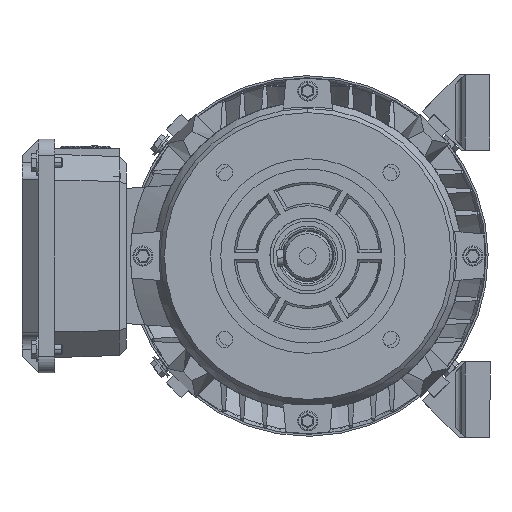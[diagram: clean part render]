
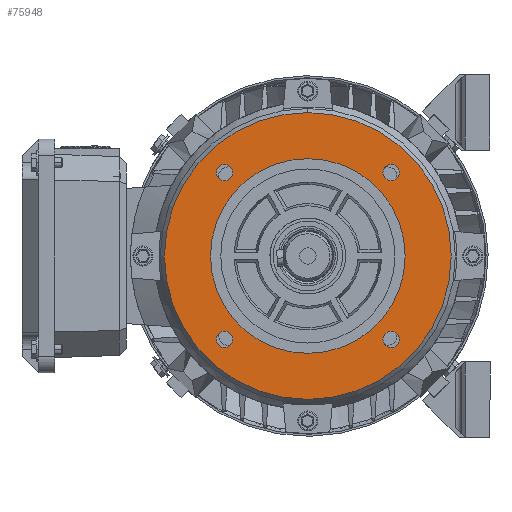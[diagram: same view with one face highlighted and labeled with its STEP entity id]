
A CAD part, left-side view. The second image highlights one B-rep face of the part: STEP entity #75948.
In plain terms, the highlighted planar face has unit normal (-1, 0, 0).
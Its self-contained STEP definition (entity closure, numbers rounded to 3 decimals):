
#8610 = VERTEX_POINT ( 'NONE', #66733 ) ;
#8615 = EDGE_CURVE ( 'NONE', #8610, #8853, #66717, .T. ) ;
#8853 = VERTEX_POINT ( 'NONE', #67085 ) ;
#14260 = VERTEX_POINT ( 'NONE', #80692 ) ;
#14312 = VERTEX_POINT ( 'NONE', #80877 ) ;
#14321 = EDGE_CURVE ( 'NONE', #14312, #14425, #80848, .T. ) ;
#14356 = EDGE_CURVE ( 'NONE', #14358, #14260, #80938, .T. ) ;
#14358 = VERTEX_POINT ( 'NONE', #80929 ) ;
#14405 = EDGE_CURVE ( 'NONE', #14410, #14412, #81134, .T. ) ;
#14410 = VERTEX_POINT ( 'NONE', #81126 ) ;
#14412 = VERTEX_POINT ( 'NONE', #81124 ) ;
#14425 = VERTEX_POINT ( 'NONE', #81084 ) ;
#20705 = VERTEX_POINT ( 'NONE', #96723 ) ;
#20729 = EDGE_CURVE ( 'NONE', #20705, #20741, #96807, .T. ) ;
#20741 = VERTEX_POINT ( 'NONE', #96910 ) ;
#27144 = DIRECTION ( 'NONE',  ( -1., 0., 0. ) ) ;
#27145 = CARTESIAN_POINT ( 'NONE',  ( 0., 0., 0. ) ) ;
#27146 = AXIS2_PLACEMENT_3D ( 'NONE', #27145, #27144, #27210 ) ;
#27147 = CIRCLE ( 'NONE', #27146, 70. ) ;
#27174 = DIRECTION ( 'NONE',  ( 0., 0., -1. ) ) ;
#27175 = DIRECTION ( 'NONE',  ( 1., 0., 0. ) ) ;
#27176 = CARTESIAN_POINT ( 'NONE',  ( 0., 40.659, 40.659 ) ) ;
#27177 = AXIS2_PLACEMENT_3D ( 'NONE', #27176, #27175, #27174 ) ;
#27178 = CIRCLE ( 'NONE', #27177, 4. ) ;
#27179 = DIRECTION ( 'NONE',  ( 0., 0., -1. ) ) ;
#27180 = DIRECTION ( 'NONE',  ( 1., 0., 0. ) ) ;
#27181 = CARTESIAN_POINT ( 'NONE',  ( 0., 40.659, -40.659 ) ) ;
#27182 = AXIS2_PLACEMENT_3D ( 'NONE', #27181, #27180, #27179 ) ;
#27183 = CIRCLE ( 'NONE', #27182, 4. ) ;
#27185 = DIRECTION ( 'NONE',  ( 0., 0., -1. ) ) ;
#27186 = DIRECTION ( 'NONE',  ( 1., 0., 0. ) ) ;
#27187 = AXIS2_PLACEMENT_3D ( 'NONE', #27194, #27186, #27185 ) ;
#27189 = CIRCLE ( 'NONE', #27187, 4. ) ;
#27194 = CARTESIAN_POINT ( 'NONE',  ( 0., -40.659, 40.659 ) ) ;
#27198 = DIRECTION ( 'NONE',  ( 0., 0., -1. ) ) ;
#27199 = DIRECTION ( 'NONE',  ( 1., 0., 0. ) ) ;
#27200 = AXIS2_PLACEMENT_3D ( 'NONE', #27202, #27199, #27198 ) ;
#27202 = CARTESIAN_POINT ( 'NONE',  ( 0., -7.318, 0. ) ) ;
#27203 = PLANE ( 'NONE',  #27200 ) ;
#27204 = FACE_OUTER_BOUND ( 'NONE', #75993, .T. ) ;
#27205 = FACE_BOUND ( 'NONE', #75969, .T. ) ;
#27206 = FACE_BOUND ( 'NONE', #75983, .T. ) ;
#27207 = FACE_BOUND ( 'NONE', #75979, .T. ) ;
#27208 = FACE_BOUND ( 'NONE', #75970, .T. ) ;
#27209 = FACE_BOUND ( 'NONE', #75941, .T. ) ;
#27210 = DIRECTION ( 'NONE',  ( 0., 0., 1. ) ) ;
#27211 = CIRCLE ( 'NONE', #27271, 4. ) ;
#27258 = DIRECTION ( 'NONE',  ( 0., 0., 1. ) ) ;
#27259 = DIRECTION ( 'NONE',  ( -1., 0., 0. ) ) ;
#27260 = CARTESIAN_POINT ( 'NONE',  ( 0., 0., 0. ) ) ;
#27261 = AXIS2_PLACEMENT_3D ( 'NONE', #27260, #27259, #27258 ) ;
#27262 = CIRCLE ( 'NONE', #27261, 47.5 ) ;
#27268 = DIRECTION ( 'NONE',  ( 0., 0., -1. ) ) ;
#27269 = DIRECTION ( 'NONE',  ( 1., 0., 0. ) ) ;
#27270 = CARTESIAN_POINT ( 'NONE',  ( 0., -40.659, -40.659 ) ) ;
#27271 = AXIS2_PLACEMENT_3D ( 'NONE', #27270, #27269, #27268 ) ;
#64835 = VERTEX_POINT ( 'NONE', #100080 ) ;
#64880 = EDGE_CURVE ( 'NONE', #64881, #64835, #100298, .T. ) ;
#64881 = VERTEX_POINT ( 'NONE', #100278 ) ;
#66711 = DIRECTION ( 'NONE',  ( 0., 0., -1. ) ) ;
#66712 = DIRECTION ( 'NONE',  ( 1., 0., 0. ) ) ;
#66713 = CARTESIAN_POINT ( 'NONE',  ( 0., -40.659, 40.659 ) ) ;
#66715 = AXIS2_PLACEMENT_3D ( 'NONE', #66713, #66712, #66711 ) ;
#66717 = CIRCLE ( 'NONE', #66715, 4. ) ;
#66733 = CARTESIAN_POINT ( 'NONE',  ( 0., -40.659, 44.659 ) ) ;
#67085 = CARTESIAN_POINT ( 'NONE',  ( 0., -40.659, 36.659 ) ) ;
#75941 = EDGE_LOOP ( 'NONE', ( #76030, #76032 ) ) ;
#75946 = EDGE_CURVE ( 'NONE', #20741, #20705, #27147, .T. ) ;
#75948 = ADVANCED_FACE ( 'NONE', ( #27209, #27208, #27207, #27206, #27205, #27204 ), #27203, .F. ) ;
#75962 = ORIENTED_EDGE ( 'NONE', *, *, #14405, .T. ) ;
#75964 = ORIENTED_EDGE ( 'NONE', *, *, #75967, .T. ) ;
#75967 = EDGE_CURVE ( 'NONE', #8853, #8610, #27189, .T. ) ;
#75968 = ORIENTED_EDGE ( 'NONE', *, *, #8615, .T. ) ;
#75969 = EDGE_LOOP ( 'NONE', ( #76036, #76038 ) ) ;
#75970 = EDGE_LOOP ( 'NONE', ( #75971, #75976 ) ) ;
#75971 = ORIENTED_EDGE ( 'NONE', *, *, #75973, .T. ) ;
#75973 = EDGE_CURVE ( 'NONE', #14260, #14358, #27183, .T. ) ;
#75976 = ORIENTED_EDGE ( 'NONE', *, *, #14356, .T. ) ;
#75979 = EDGE_LOOP ( 'NONE', ( #75980, #75962 ) ) ;
#75980 = ORIENTED_EDGE ( 'NONE', *, *, #75981, .T. ) ;
#75981 = EDGE_CURVE ( 'NONE', #14412, #14410, #27178, .T. ) ;
#75983 = EDGE_LOOP ( 'NONE', ( #75964, #75968 ) ) ;
#75993 = EDGE_LOOP ( 'NONE', ( #75995, #75997 ) ) ;
#75995 = ORIENTED_EDGE ( 'NONE', *, *, #20729, .T. ) ;
#75997 = ORIENTED_EDGE ( 'NONE', *, *, #75946, .T. ) ;
#76030 = ORIENTED_EDGE ( 'NONE', *, *, #76031, .T. ) ;
#76031 = EDGE_CURVE ( 'NONE', #14425, #14312, #27211, .T. ) ;
#76032 = ORIENTED_EDGE ( 'NONE', *, *, #14321, .T. ) ;
#76036 = ORIENTED_EDGE ( 'NONE', *, *, #64880, .F. ) ;
#76038 = ORIENTED_EDGE ( 'NONE', *, *, #76041, .F. ) ;
#76041 = EDGE_CURVE ( 'NONE', #64835, #64881, #27262, .T. ) ;
#80692 = CARTESIAN_POINT ( 'NONE',  ( 0., 40.659, -44.659 ) ) ;
#80842 = DIRECTION ( 'NONE',  ( 0., 0., -1. ) ) ;
#80844 = DIRECTION ( 'NONE',  ( 1., 0., 0. ) ) ;
#80846 = AXIS2_PLACEMENT_3D ( 'NONE', #80858, #80844, #80842 ) ;
#80848 = CIRCLE ( 'NONE', #80846, 4. ) ;
#80858 = CARTESIAN_POINT ( 'NONE',  ( 0., -40.659, -40.659 ) ) ;
#80877 = CARTESIAN_POINT ( 'NONE',  ( 0., -40.659, -36.659 ) ) ;
#80929 = CARTESIAN_POINT ( 'NONE',  ( 0., 40.659, -36.659 ) ) ;
#80931 = DIRECTION ( 'NONE',  ( 0., 0., -1. ) ) ;
#80933 = DIRECTION ( 'NONE',  ( 1., 0., 0. ) ) ;
#80935 = CARTESIAN_POINT ( 'NONE',  ( 0., 40.659, -40.659 ) ) ;
#80936 = AXIS2_PLACEMENT_3D ( 'NONE', #80935, #80933, #80931 ) ;
#80938 = CIRCLE ( 'NONE', #80936, 4. ) ;
#80991 = CARTESIAN_POINT ( 'NONE',  ( 0., 40.659, 40.659 ) ) ;
#81084 = CARTESIAN_POINT ( 'NONE',  ( 0., -40.659, -44.659 ) ) ;
#81124 = CARTESIAN_POINT ( 'NONE',  ( 0., 40.659, 36.659 ) ) ;
#81126 = CARTESIAN_POINT ( 'NONE',  ( 0., 40.659, 44.659 ) ) ;
#81129 = DIRECTION ( 'NONE',  ( 0., 0., -1. ) ) ;
#81130 = DIRECTION ( 'NONE',  ( 1., 0., 0. ) ) ;
#81132 = AXIS2_PLACEMENT_3D ( 'NONE', #80991, #81130, #81129 ) ;
#81134 = CIRCLE ( 'NONE', #81132, 4. ) ;
#96723 = CARTESIAN_POINT ( 'NONE',  ( 0., 0., 70. ) ) ;
#96802 = DIRECTION ( 'NONE',  ( 0., 0., 1. ) ) ;
#96803 = DIRECTION ( 'NONE',  ( -1., 0., 0. ) ) ;
#96804 = CARTESIAN_POINT ( 'NONE',  ( 0., 0., 0. ) ) ;
#96806 = AXIS2_PLACEMENT_3D ( 'NONE', #96804, #96803, #96802 ) ;
#96807 = CIRCLE ( 'NONE', #96806, 70. ) ;
#96910 = CARTESIAN_POINT ( 'NONE',  ( 0., 0., -70. ) ) ;
#100080 = CARTESIAN_POINT ( 'NONE',  ( 0., 0., -47.5 ) ) ;
#100278 = CARTESIAN_POINT ( 'NONE',  ( 0., 0., 47.5 ) ) ;
#100280 = DIRECTION ( 'NONE',  ( 0., 0., 1. ) ) ;
#100282 = DIRECTION ( 'NONE',  ( -1., 0., 0. ) ) ;
#100284 = CARTESIAN_POINT ( 'NONE',  ( 0., 0., 0. ) ) ;
#100286 = AXIS2_PLACEMENT_3D ( 'NONE', #100284, #100282, #100280 ) ;
#100298 = CIRCLE ( 'NONE', #100286, 47.5 ) ;
